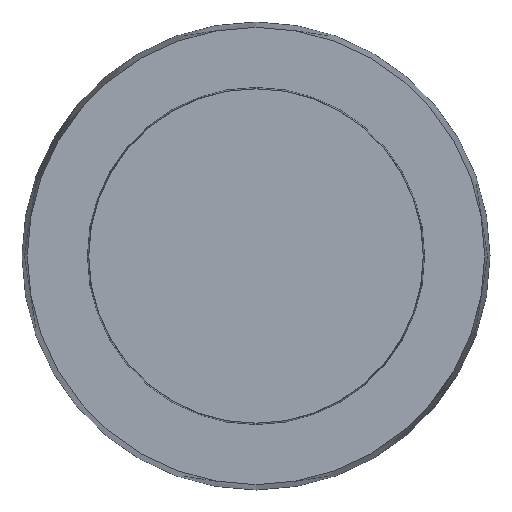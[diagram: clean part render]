
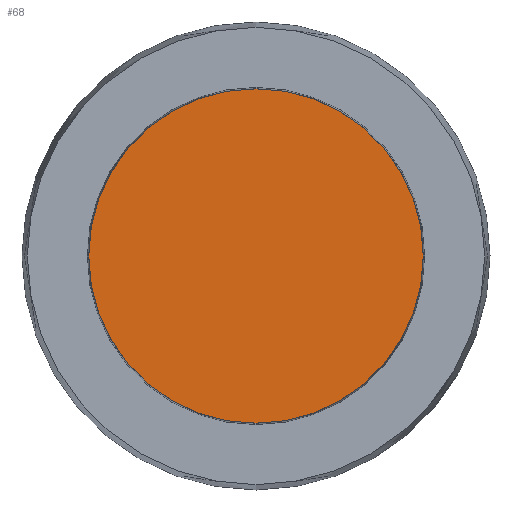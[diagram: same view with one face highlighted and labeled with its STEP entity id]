
A CAD part, front view. The second image highlights one B-rep face of the part: STEP entity #68.
In plain terms, the highlighted planar face has unit normal (0, -1, 0).
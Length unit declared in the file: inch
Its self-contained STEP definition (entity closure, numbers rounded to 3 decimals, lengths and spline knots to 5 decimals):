
#10 = CARTESIAN_POINT ( 'NONE',  ( 0., -0.05, -0.05468 ) ) ;
#68 = ADVANCED_FACE ( 'NONE', ( #279 ), #138, .T. ) ;
#138 = PLANE ( 'NONE',  #499 ) ;
#223 = CARTESIAN_POINT ( 'NONE',  ( 0., -0.05, 0.05468 ) ) ;
#279 = FACE_OUTER_BOUND ( 'NONE', #396, .T. ) ;
#291 = CARTESIAN_POINT ( 'NONE',  ( 0., -0.05, 0. ) ) ;
#316 = EDGE_CURVE ( 'NONE', #490, #721, #338, .T. ) ;
#338 = CIRCLE ( 'NONE', #890, 0.05468 ) ;
#339 = DIRECTION ( 'NONE',  ( 0., -1., 0. ) ) ;
#371 = DIRECTION ( 'NONE',  ( 0., -1., 0. ) ) ;
#393 = CARTESIAN_POINT ( 'NONE',  ( 0., -0.05, 0. ) ) ;
#396 = EDGE_LOOP ( 'NONE', ( #753, #608 ) ) ;
#488 = AXIS2_PLACEMENT_3D ( 'NONE', #393, #339, #706 ) ;
#490 = VERTEX_POINT ( 'NONE', #10 ) ;
#499 = AXIS2_PLACEMENT_3D ( 'NONE', #291, #371, #732 ) ;
#608 = ORIENTED_EDGE ( 'NONE', *, *, #648, .T. ) ;
#625 = DIRECTION ( 'NONE',  ( 0., 0., -1. ) ) ;
#648 = EDGE_CURVE ( 'NONE', #721, #490, #842, .T. ) ;
#706 = DIRECTION ( 'NONE',  ( 0., 0., -1. ) ) ;
#721 = VERTEX_POINT ( 'NONE', #223 ) ;
#732 = DIRECTION ( 'NONE',  ( 0., 0., -1. ) ) ;
#753 = ORIENTED_EDGE ( 'NONE', *, *, #316, .T. ) ;
#792 = DIRECTION ( 'NONE',  ( 0., -1., 0. ) ) ;
#842 = CIRCLE ( 'NONE', #488, 0.05468 ) ;
#867 = CARTESIAN_POINT ( 'NONE',  ( 0., -0.05, 0. ) ) ;
#890 = AXIS2_PLACEMENT_3D ( 'NONE', #867, #792, #625 ) ;
